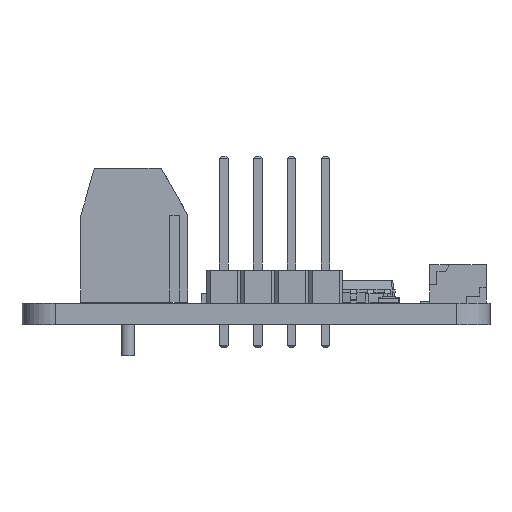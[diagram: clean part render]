
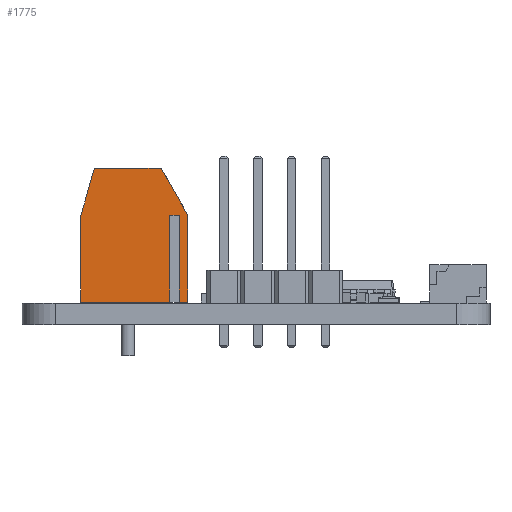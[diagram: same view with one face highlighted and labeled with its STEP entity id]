
A CAD part, front view. The second image highlights one B-rep face of the part: STEP entity #1775.
In plain terms, the highlighted planar face has unit normal (0, -1, 0).
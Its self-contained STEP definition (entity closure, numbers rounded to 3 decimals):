
#1262 = VERTEX_POINT('',#1263);
#1263 = CARTESIAN_POINT('',(-13.093,-10.,0.1));
#1271 = EDGE_CURVE('',#1262,#1272,#1274,.T.);
#1272 = VERTEX_POINT('',#1273);
#1273 = CARTESIAN_POINT('',(-13.093,-10.,6.6));
#1274 = LINE('',#1275,#1276);
#1275 = CARTESIAN_POINT('',(-13.093,-10.,0.1));
#1276 = VECTOR('',#1277,1.);
#1277 = DIRECTION('',(0.,0.,1.));
#1558 = EDGE_CURVE('',#1559,#1262,#1561,.T.);
#1559 = VERTEX_POINT('',#1560);
#1560 = CARTESIAN_POINT('',(-6.443,-10.,0.1));
#1561 = LINE('',#1562,#1563);
#1562 = CARTESIAN_POINT('',(-5.093,-10.,0.1));
#1563 = VECTOR('',#1564,1.);
#1564 = DIRECTION('',(-1.,0.,0.));
#1599 = VERTEX_POINT('',#1600);
#1600 = CARTESIAN_POINT('',(-5.743,-10.,0.1));
#1606 = EDGE_CURVE('',#1607,#1599,#1609,.T.);
#1607 = VERTEX_POINT('',#1608);
#1608 = CARTESIAN_POINT('',(-5.093,-10.,0.1));
#1609 = LINE('',#1610,#1611);
#1610 = CARTESIAN_POINT('',(-5.093,-10.,0.1));
#1611 = VECTOR('',#1612,1.);
#1612 = DIRECTION('',(-1.,0.,0.));
#1775 = ADVANCED_FACE('',(#1776),#1833,.T.);
#1776 = FACE_BOUND('',#1777,.T.);
#1777 = EDGE_LOOP('',(#1778,#1788,#1794,#1795,#1796,#1804,#1812,#1818,
    #1819,#1827));
#1778 = ORIENTED_EDGE('',*,*,#1779,.T.);
#1779 = EDGE_CURVE('',#1780,#1782,#1784,.T.);
#1780 = VERTEX_POINT('',#1781);
#1781 = CARTESIAN_POINT('',(-7.093,-10.,10.1));
#1782 = VERTEX_POINT('',#1783);
#1783 = CARTESIAN_POINT('',(-12.093,-10.,10.1));
#1784 = LINE('',#1785,#1786);
#1785 = CARTESIAN_POINT('',(-5.093,-10.,10.1));
#1786 = VECTOR('',#1787,1.);
#1787 = DIRECTION('',(-1.,0.,0.));
#1788 = ORIENTED_EDGE('',*,*,#1789,.T.);
#1789 = EDGE_CURVE('',#1782,#1272,#1790,.T.);
#1790 = LINE('',#1791,#1792);
#1791 = CARTESIAN_POINT('',(-13.4,-10.,5.527));
#1792 = VECTOR('',#1793,1.);
#1793 = DIRECTION('',(-0.275,0.,-0.962
    ));
#1794 = ORIENTED_EDGE('',*,*,#1271,.F.);
#1795 = ORIENTED_EDGE('',*,*,#1558,.F.);
#1796 = ORIENTED_EDGE('',*,*,#1797,.T.);
#1797 = EDGE_CURVE('',#1559,#1798,#1800,.T.);
#1798 = VERTEX_POINT('',#1799);
#1799 = CARTESIAN_POINT('',(-6.443,-10.,6.6));
#1800 = LINE('',#1801,#1802);
#1801 = CARTESIAN_POINT('',(-6.443,-10.,0.1));
#1802 = VECTOR('',#1803,1.);
#1803 = DIRECTION('',(0.,0.,1.));
#1804 = ORIENTED_EDGE('',*,*,#1805,.F.);
#1805 = EDGE_CURVE('',#1806,#1798,#1808,.T.);
#1806 = VERTEX_POINT('',#1807);
#1807 = CARTESIAN_POINT('',(-5.743,-10.,6.6));
#1808 = LINE('',#1809,#1810);
#1809 = CARTESIAN_POINT('',(-5.743,-10.,6.6));
#1810 = VECTOR('',#1811,1.);
#1811 = DIRECTION('',(-1.,0.,0.));
#1812 = ORIENTED_EDGE('',*,*,#1813,.F.);
#1813 = EDGE_CURVE('',#1599,#1806,#1814,.T.);
#1814 = LINE('',#1815,#1816);
#1815 = CARTESIAN_POINT('',(-5.743,-10.,0.1));
#1816 = VECTOR('',#1817,1.);
#1817 = DIRECTION('',(0.,0.,1.));
#1818 = ORIENTED_EDGE('',*,*,#1606,.F.);
#1819 = ORIENTED_EDGE('',*,*,#1820,.T.);
#1820 = EDGE_CURVE('',#1607,#1821,#1823,.T.);
#1821 = VERTEX_POINT('',#1822);
#1822 = CARTESIAN_POINT('',(-5.093,-10.,6.6));
#1823 = LINE('',#1824,#1825);
#1824 = CARTESIAN_POINT('',(-5.093,-10.,0.1));
#1825 = VECTOR('',#1826,1.);
#1826 = DIRECTION('',(0.,0.,1.));
#1827 = ORIENTED_EDGE('',*,*,#1828,.T.);
#1828 = EDGE_CURVE('',#1821,#1780,#1829,.T.);
#1829 = LINE('',#1830,#1831);
#1830 = CARTESIAN_POINT('',(-4.193,-10.,5.025));
#1831 = VECTOR('',#1832,1.);
#1832 = DIRECTION('',(-0.496,0.,0.868)
  );
#1833 = PLANE('',#1834);
#1834 = AXIS2_PLACEMENT_3D('',#1835,#1836,#1837);
#1835 = CARTESIAN_POINT('',(-5.093,-10.,0.1));
#1836 = DIRECTION('',(0.,-1.,0.));
#1837 = DIRECTION('',(-1.,0.,0.));
